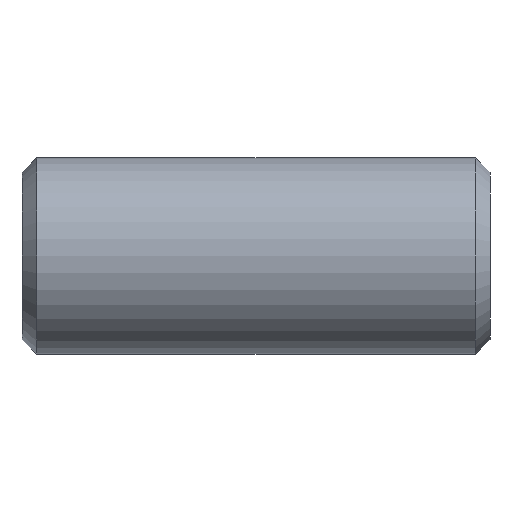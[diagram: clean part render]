
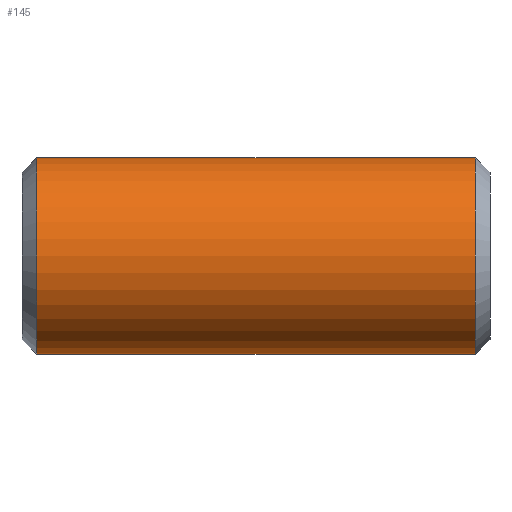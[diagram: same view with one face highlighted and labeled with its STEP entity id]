
A CAD part, front view. The second image highlights one B-rep face of the part: STEP entity #145.
In plain terms, the highlighted cylindrical face has radius 10.668 mm (diameter 21.336 mm), a partial arc.
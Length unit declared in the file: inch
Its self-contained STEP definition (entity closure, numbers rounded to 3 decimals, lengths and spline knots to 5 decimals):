
#19 = ORIENTED_EDGE ( 'NONE', *, *, #438, .T. ) ;
#56 = EDGE_CURVE ( 'NONE', #594, #470, #647, .T. ) ;
#69 = CARTESIAN_POINT ( 'NONE',  ( 1., 0., -0.42 ) ) ;
#90 = VERTEX_POINT ( 'NONE', #110 ) ;
#99 = DIRECTION ( 'NONE',  ( -1., 0., 0. ) ) ;
#110 = CARTESIAN_POINT ( 'NONE',  ( 0.93733, 0., -0.42 ) ) ;
#128 = VERTEX_POINT ( 'NONE', #278 ) ;
#145 = ADVANCED_FACE ( 'NONE', ( #166 ), #496, .T. ) ;
#162 = EDGE_CURVE ( 'NONE', #470, #128, #556, .T. ) ;
#166 = FACE_OUTER_BOUND ( 'NONE', #396, .T. ) ;
#180 = ORIENTED_EDGE ( 'NONE', *, *, #162, .T. ) ;
#214 = CIRCLE ( 'NONE', #409, 0.42 ) ;
#222 = DIRECTION ( 'NONE',  ( 1., 0., 0. ) ) ;
#229 = LINE ( 'NONE', #69, #537 ) ;
#251 = ORIENTED_EDGE ( 'NONE', *, *, #300, .F. ) ;
#275 = ORIENTED_EDGE ( 'NONE', *, *, #56, .T. ) ;
#278 = CARTESIAN_POINT ( 'NONE',  ( -0.93733, 0., -0.42 ) ) ;
#300 = EDGE_CURVE ( 'NONE', #90, #128, #229, .T. ) ;
#332 = CARTESIAN_POINT ( 'NONE',  ( -0.93733, 0., 0. ) ) ;
#371 = CARTESIAN_POINT ( 'NONE',  ( 1., 0., 0.42 ) ) ;
#387 = DIRECTION ( 'NONE',  ( 0., 0., 1. ) ) ;
#393 = VECTOR ( 'NONE', #99, 39.37008 ) ;
#396 = EDGE_LOOP ( 'NONE', ( #251, #19, #275, #180 ) ) ;
#398 = CARTESIAN_POINT ( 'NONE',  ( 0.93733, 0., 0.42 ) ) ;
#409 = AXIS2_PLACEMENT_3D ( 'NONE', #483, #649, #703 ) ;
#432 = AXIS2_PLACEMENT_3D ( 'NONE', #596, #664, #706 ) ;
#438 = EDGE_CURVE ( 'NONE', #90, #594, #214, .T. ) ;
#470 = VERTEX_POINT ( 'NONE', #562 ) ;
#483 = CARTESIAN_POINT ( 'NONE',  ( 0.93733, 0., 0. ) ) ;
#496 = CYLINDRICAL_SURFACE ( 'NONE', #432, 0.42 ) ;
#537 = VECTOR ( 'NONE', #668, 39.37008 ) ;
#556 = CIRCLE ( 'NONE', #603, 0.42 ) ;
#562 = CARTESIAN_POINT ( 'NONE',  ( -0.93733, 0., 0.42 ) ) ;
#594 = VERTEX_POINT ( 'NONE', #398 ) ;
#596 = CARTESIAN_POINT ( 'NONE',  ( 1., 0., 0. ) ) ;
#603 = AXIS2_PLACEMENT_3D ( 'NONE', #332, #222, #387 ) ;
#647 = LINE ( 'NONE', #371, #393 ) ;
#649 = DIRECTION ( 'NONE',  ( -1., 0., 0. ) ) ;
#664 = DIRECTION ( 'NONE',  ( -1., 0., 0. ) ) ;
#668 = DIRECTION ( 'NONE',  ( -1., 0., 0. ) ) ;
#703 = DIRECTION ( 'NONE',  ( 0., 0., -1. ) ) ;
#706 = DIRECTION ( 'NONE',  ( 0., 0., 1. ) ) ;
